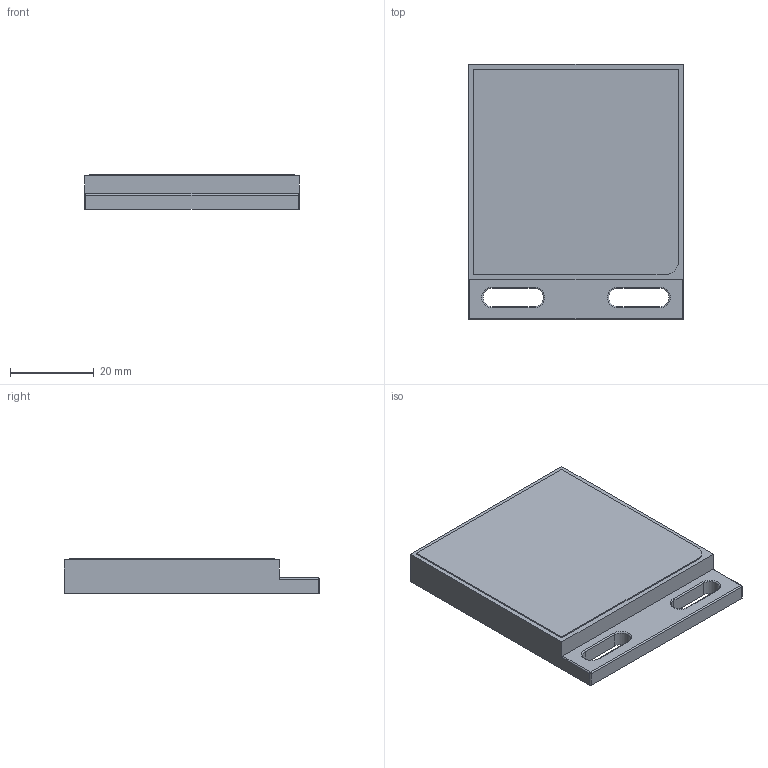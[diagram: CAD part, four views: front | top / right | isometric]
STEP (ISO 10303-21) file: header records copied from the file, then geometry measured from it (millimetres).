
FILE_DESCRIPTION((''),'2;1');
FILE_NAME('DB010217_REF_ORR50G_2','2020-07-02T11:55:17',('tiniedziel'),(''),'CREO PARAMETRIC BY PTC INC, 2019292','CREO PARAMETRIC BY PTC INC, 2019292','');
FILE_SCHEMA(('CONFIG_CONTROL_DESIGN','SHAPE_APPEARANCE_LAYERS_GROUPS'));
Length unit declared in the file: millimetre
Products named in the file (1): DB010217_REF_ORR50G_2
Bounding box: 51.3 x 61 x 8.3 mm (x, y, z)
Volume: 23173.5 mm3; surface area: 8025.2 mm2
Topology: 1 solids, 1 shells, 37 faces, 88 edges, 54 vertices
Faces by surface type: plane 17, cylinder 14, torus 4, sphere 2
Entity records: 1420 total; most frequent: DIRECTION 194, CARTESIAN_POINT 179, ORIENTED_EDGE 176, PRESENTATION_STYLE_ASSIGNMENT 90, STYLED_ITEM 90, CURVE_STYLE 88, EDGE_CURVE 88, AXIS2_PLACEMENT_3D 69
